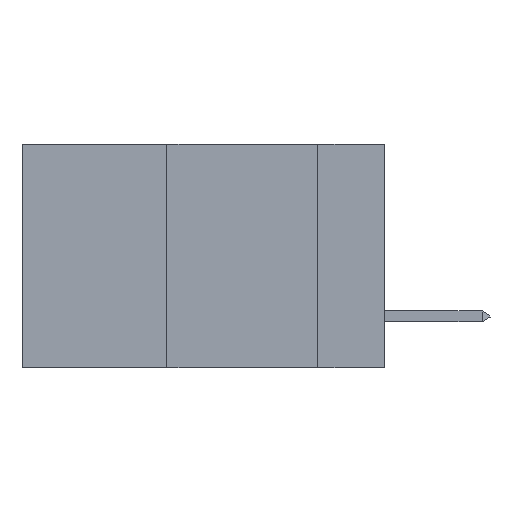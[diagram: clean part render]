
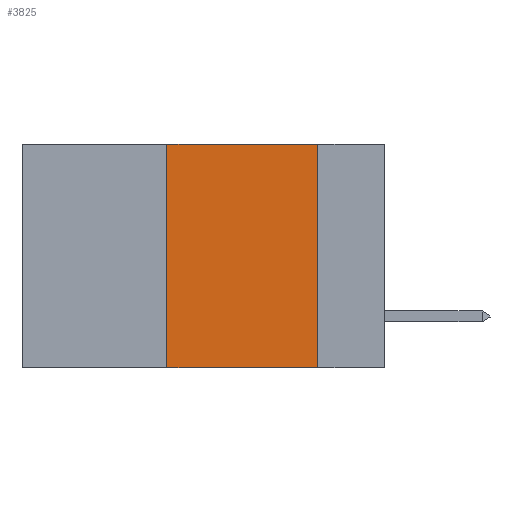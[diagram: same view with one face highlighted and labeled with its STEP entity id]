
A CAD part, left-side view. The second image highlights one B-rep face of the part: STEP entity #3825.
In plain terms, the highlighted planar face has unit normal (-1, 0, 0).
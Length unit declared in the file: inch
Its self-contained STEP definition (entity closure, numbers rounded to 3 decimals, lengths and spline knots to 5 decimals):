
#569 = VERTEX_POINT ( 'NONE', #11742 ) ;
#1051 = CARTESIAN_POINT ( 'NONE',  ( 0., 0.6, -0.37 ) ) ;
#1661 = DIRECTION ( 'NONE',  ( 0., 0., 1. ) ) ;
#1974 = CARTESIAN_POINT ( 'NONE',  ( 0., 0.36, 0. ) ) ;
#2535 = DIRECTION ( 'NONE',  ( 0., -1., 0. ) ) ;
#3798 = LINE ( 'NONE', #6151, #16301 ) ;
#3825 = ADVANCED_FACE ( 'NONE', ( #15428 ), #7494, .F. ) ;
#3956 = DIRECTION ( 'NONE',  ( 0., -1., 0. ) ) ;
#4679 = ORIENTED_EDGE ( 'NONE', *, *, #14461, .F. ) ;
#4690 = DIRECTION ( 'NONE',  ( 0., 0., -1. ) ) ;
#6151 = CARTESIAN_POINT ( 'NONE',  ( 0., 0.36, 0. ) ) ;
#6440 = VECTOR ( 'NONE', #3956, 39.37008 ) ;
#6545 = ORIENTED_EDGE ( 'NONE', *, *, #16169, .F. ) ;
#6965 = EDGE_LOOP ( 'NONE', ( #4679, #17374, #6545, #8684 ) ) ;
#7494 = PLANE ( 'NONE',  #13367 ) ;
#8096 = VERTEX_POINT ( 'NONE', #9299 ) ;
#8684 = ORIENTED_EDGE ( 'NONE', *, *, #17830, .T. ) ;
#9167 = CARTESIAN_POINT ( 'NONE',  ( 0., 0.6, 0. ) ) ;
#9299 = CARTESIAN_POINT ( 'NONE',  ( 0., 0.11, 0. ) ) ;
#9863 = CARTESIAN_POINT ( 'NONE',  ( 0., 0.6, 0. ) ) ;
#11159 = VECTOR ( 'NONE', #4690, 39.37008 ) ;
#11742 = CARTESIAN_POINT ( 'NONE',  ( 0., 0.11, -0.37 ) ) ;
#11906 = CARTESIAN_POINT ( 'NONE',  ( 0., 0.11, 0. ) ) ;
#12726 = LINE ( 'NONE', #11906, #11159 ) ;
#12978 = EDGE_CURVE ( 'NONE', #17537, #8096, #13476, .T. ) ;
#13320 = DIRECTION ( 'NONE',  ( 1., 0., 0. ) ) ;
#13367 = AXIS2_PLACEMENT_3D ( 'NONE', #9167, #13320, #17613 ) ;
#13476 = LINE ( 'NONE', #9863, #6440 ) ;
#13934 = VECTOR ( 'NONE', #2535, 39.37008 ) ;
#14461 = EDGE_CURVE ( 'NONE', #8096, #569, #12726, .T. ) ;
#15428 = FACE_OUTER_BOUND ( 'NONE', #6965, .T. ) ;
#16169 = EDGE_CURVE ( 'NONE', #18693, #17537, #3798, .T. ) ;
#16301 = VECTOR ( 'NONE', #1661, 39.37008 ) ;
#17374 = ORIENTED_EDGE ( 'NONE', *, *, #12978, .F. ) ;
#17537 = VERTEX_POINT ( 'NONE', #1974 ) ;
#17613 = DIRECTION ( 'NONE',  ( 0., 0., -1. ) ) ;
#17830 = EDGE_CURVE ( 'NONE', #18693, #569, #18474, .T. ) ;
#18474 = LINE ( 'NONE', #1051, #13934 ) ;
#18693 = VERTEX_POINT ( 'NONE', #18801 ) ;
#18801 = CARTESIAN_POINT ( 'NONE',  ( 0., 0.36, -0.37 ) ) ;
